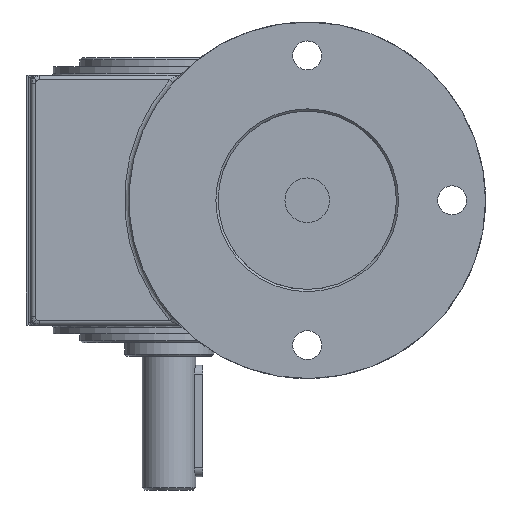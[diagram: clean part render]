
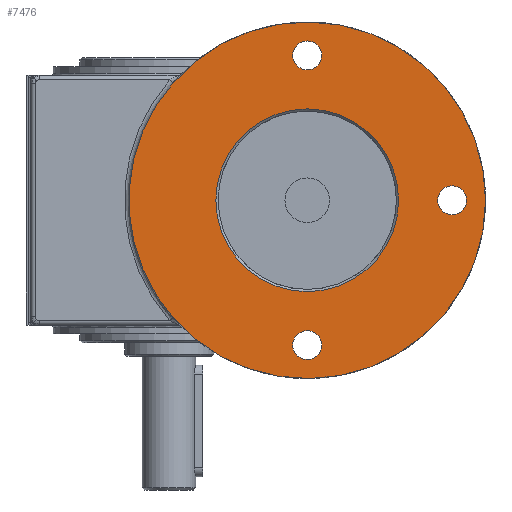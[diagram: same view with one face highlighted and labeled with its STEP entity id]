
A CAD part, left-side view. The second image highlights one B-rep face of the part: STEP entity #7476.
In plain terms, the highlighted planar face has unit normal (-1, 0, 0).
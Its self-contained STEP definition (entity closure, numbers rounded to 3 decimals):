
#6630=CARTESIAN_POINT('',(0.,30.102,26.342));
#6631=VERTEX_POINT('',#6630);
#6641=CARTESIAN_POINT('',(0.,30.102,-26.341));
#6642=VERTEX_POINT('',#6641);
#6643=CARTESIAN_POINT('',(0.,0.0,0.0));
#6644=DIRECTION('',(1.0,0.0,0.0));
#6645=DIRECTION('',(0.0,1.0,0.0));
#6646=AXIS2_PLACEMENT_3D('',#6643,#6644,#6645);
#6647=CIRCLE('',#6646,40.0);
#6648=EDGE_CURVE('',#6631,#6642,#6647,.T.);
#6882=CARTESIAN_POINT('',(0.,30.102,26.341));
#6883=VERTEX_POINT('',#6882);
#6884=CARTESIAN_POINT('',(0.,0.0,0.0));
#6885=DIRECTION('',(1.0,0.0,0.0));
#6886=DIRECTION('',(0.0,1.0,0.0));
#6887=AXIS2_PLACEMENT_3D('',#6884,#6885,#6886);
#6888=CIRCLE('',#6887,40.0);
#6889=EDGE_CURVE('',#6883,#6631,#6888,.T.);
#6974=CARTESIAN_POINT('',(0.,0.0,0.0));
#6975=DIRECTION('',(1.0,0.0,0.0));
#6976=DIRECTION('',(0.0,1.0,0.0));
#6977=AXIS2_PLACEMENT_3D('',#6974,#6975,#6976);
#6978=CIRCLE('',#6977,40.0);
#6979=EDGE_CURVE('',#6642,#6883,#6978,.T.);
#7398=CARTESIAN_POINT('',(0.,20.5,0.));
#7399=VERTEX_POINT('',#7398);
#7400=CARTESIAN_POINT('',(0.,0.0,0.0));
#7401=DIRECTION('',(-1.0,0.0,0.0));
#7402=DIRECTION('',(0.0,-1.0,0.0));
#7403=AXIS2_PLACEMENT_3D('',#7400,#7401,#7402);
#7404=CIRCLE('',#7403,20.5);
#7405=EDGE_CURVE('',#7399,#7399,#7404,.T.);
#7430=CARTESIAN_POINT('',(0.,30.0,0.0));
#7431=DIRECTION('',(-1.0,0.0,0.0));
#7432=DIRECTION('',(0.0,0.0,1.0));
#7433=AXIS2_PLACEMENT_3D('',#7430,#7431,#7432);
#7434=PLANE('',#7433);
#7435=ORIENTED_EDGE('',*,*,#6979,.F.);
#7436=ORIENTED_EDGE('',*,*,#6648,.F.);
#7437=ORIENTED_EDGE('',*,*,#6889,.F.);
#7438=EDGE_LOOP('',(#7435,#7436,#7437));
#7439=FACE_OUTER_BOUND('',#7438,.T.);
#7440=CARTESIAN_POINT('',(0.0,-32.5,3.25));
#7441=VERTEX_POINT('',#7440);
#7442=CARTESIAN_POINT('',(0.0,-32.5,0.));
#7443=DIRECTION('',(1.0,0.0,0.0));
#7444=DIRECTION('',(0.0,0.0,-1.0));
#7445=AXIS2_PLACEMENT_3D('',#7442,#7443,#7444);
#7446=CIRCLE('',#7445,3.25);
#7447=EDGE_CURVE('',#7441,#7441,#7446,.T.);
#7448=ORIENTED_EDGE('',*,*,#7447,.T.);
#7449=EDGE_LOOP('',(#7448));
#7450=FACE_BOUND('',#7449,.T.);
#7451=CARTESIAN_POINT('',(0.0,0.,35.75));
#7452=VERTEX_POINT('',#7451);
#7453=CARTESIAN_POINT('',(0.0,0.,32.5));
#7454=DIRECTION('',(1.0,0.0,0.0));
#7455=DIRECTION('',(0.0,0.0,-1.0));
#7456=AXIS2_PLACEMENT_3D('',#7453,#7454,#7455);
#7457=CIRCLE('',#7456,3.25);
#7458=EDGE_CURVE('',#7452,#7452,#7457,.T.);
#7459=ORIENTED_EDGE('',*,*,#7458,.T.);
#7460=EDGE_LOOP('',(#7459));
#7461=FACE_BOUND('',#7460,.T.);
#7462=CARTESIAN_POINT('',(0.0,0.,-29.25));
#7463=VERTEX_POINT('',#7462);
#7464=CARTESIAN_POINT('',(0.0,0.,-32.5));
#7465=DIRECTION('',(1.0,0.0,0.0));
#7466=DIRECTION('',(0.0,0.0,-1.0));
#7467=AXIS2_PLACEMENT_3D('',#7464,#7465,#7466);
#7468=CIRCLE('',#7467,3.25);
#7469=EDGE_CURVE('',#7463,#7463,#7468,.T.);
#7470=ORIENTED_EDGE('',*,*,#7469,.T.);
#7471=EDGE_LOOP('',(#7470));
#7472=FACE_BOUND('',#7471,.T.);
#7473=ORIENTED_EDGE('',*,*,#7405,.F.);
#7474=EDGE_LOOP('',(#7473));
#7475=FACE_BOUND('',#7474,.T.);
#7476=ADVANCED_FACE('',(#7439,#7450,#7461,#7472,#7475),#7434,.T.);
